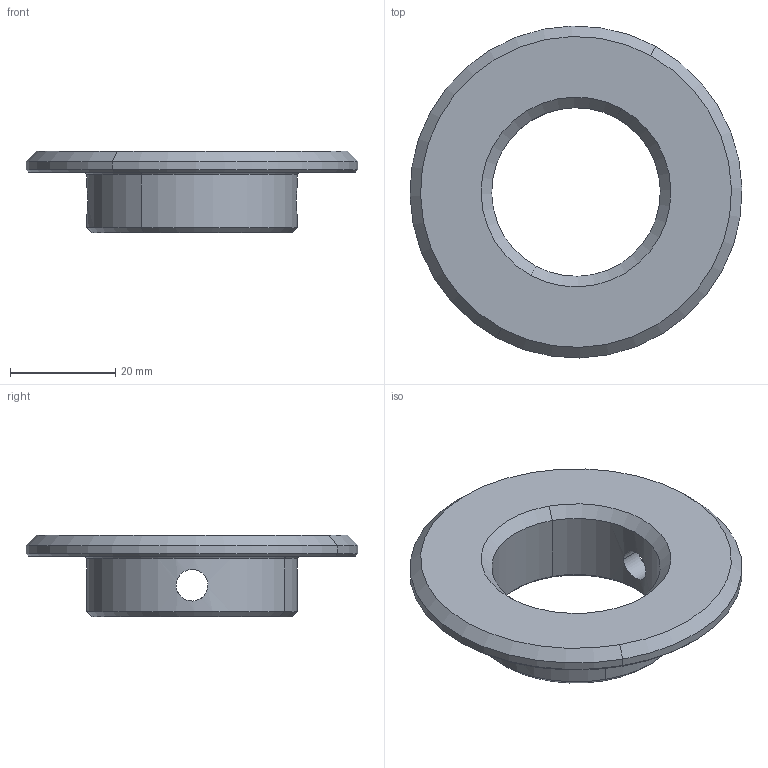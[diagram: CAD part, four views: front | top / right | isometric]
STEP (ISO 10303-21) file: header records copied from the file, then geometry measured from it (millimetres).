
FILE_DESCRIPTION(('CATIA V5 STEP Exchange'),'2;1');
FILE_NAME('EOLX1.2-D-200-001_A.stp','2020-01-30T22:17:53+00:00',('none'),('none'),'CATIA Version 5 Release 21 GA (IN-10)','CATIA V5 STEP AP203','none');
FILE_SCHEMA(('CONFIG_CONTROL_DESIGN'));
Length unit declared in the file: millimetre
Products named in the file (1): EOLX1.2-D-200-001_A
Bounding box: 62.98 x 62.98 x 15.5 mm (x, y, z)
Volume: 13538.3 mm3; surface area: 7920.6 mm2
Topology: 1 solids, 1 shells, 25 faces, 54 edges, 32 vertices
Faces by surface type: cone 10, cylinder 10, plane 3, torus 2
Entity records: 710 total; most frequent: CARTESIAN_POINT 177, ORIENTED_EDGE 108, DIRECTION 74, EDGE_CURVE 54, AXIS2_PLACEMENT_3D 41, EDGE_LOOP 32, VERTEX_POINT 32, CIRCLE 26
